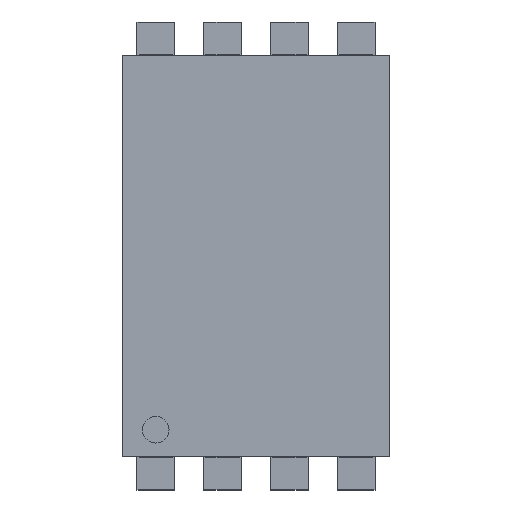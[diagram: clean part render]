
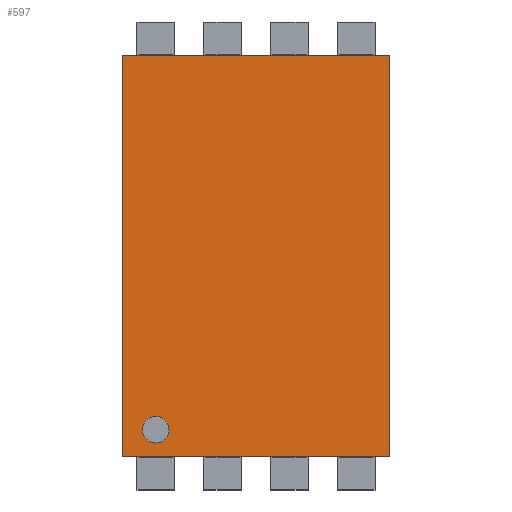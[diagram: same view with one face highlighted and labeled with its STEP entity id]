
A CAD part, top view. The second image highlights one B-rep face of the part: STEP entity #597.
In plain terms, the highlighted planar face has unit normal (0, 0, 1).
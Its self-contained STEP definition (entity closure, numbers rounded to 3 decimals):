
#493=CIRCLE('',#2614,0.1);
#494=CIRCLE('',#2615,0.1);
#517=FACE_BOUND('',#915,.T.);
#518=FACE_BOUND('',#916,.T.);
#597=ADVANCED_FACE('',(#517,#518),#704,.T.);
#704=PLANE('',#2616);
#915=EDGE_LOOP('',(#1357,#1358,#1359,#1360));
#916=EDGE_LOOP('',(#1361,#1362));
#1357=ORIENTED_EDGE('',*,*,#1704,.T.);
#1358=ORIENTED_EDGE('',*,*,#1939,.F.);
#1359=ORIENTED_EDGE('',*,*,#1940,.F.);
#1360=ORIENTED_EDGE('',*,*,#1697,.T.);
#1361=ORIENTED_EDGE('',*,*,#1941,.F.);
#1362=ORIENTED_EDGE('',*,*,#1942,.F.);
#1509=VERTEX_POINT('',#3151);
#1510=VERTEX_POINT('',#3152);
#1516=VERTEX_POINT('',#3165);
#1692=VERTEX_POINT('',#3652);
#1693=VERTEX_POINT('',#3657);
#1694=VERTEX_POINT('',#3658);
#1697=EDGE_CURVE('',#1509,#1510,#1979,.T.);
#1704=EDGE_CURVE('',#1510,#1516,#1986,.T.);
#1939=EDGE_CURVE('',#1692,#1516,#2221,.T.);
#1940=EDGE_CURVE('',#1509,#1692,#2222,.T.);
#1941=EDGE_CURVE('',#1693,#1694,#493,.T.);
#1942=EDGE_CURVE('',#1694,#1693,#494,.T.);
#1979=LINE('',#3150,#2257);
#1986=LINE('',#3166,#2264);
#2221=LINE('',#3653,#2499);
#2222=LINE('',#3655,#2500);
#2257=VECTOR('',#2649,1.);
#2264=VECTOR('',#2658,1.);
#2499=VECTOR('',#3045,1.);
#2500=VECTOR('',#3048,1.);
#2614=AXIS2_PLACEMENT_3D('',#3656,#3049,#3050);
#2615=AXIS2_PLACEMENT_3D('',#3659,#3051,#3052);
#2616=AXIS2_PLACEMENT_3D('',#3660,#3053,#3054);
#2649=DIRECTION('',(0.,-1.,0.));
#2658=DIRECTION('',(1.,0.,0.));
#3045=DIRECTION('',(0.,-1.,0.));
#3048=DIRECTION('',(1.,0.,0.));
#3049=DIRECTION('',(0.,0.,1.));
#3050=DIRECTION('',(0.,-1.,0.));
#3051=DIRECTION('',(0.,0.,1.));
#3052=DIRECTION('',(0.,1.,0.));
#3053=DIRECTION('',(0.,0.,1.));
#3054=DIRECTION('',(0.,1.,0.));
#3150=CARTESIAN_POINT('',(-1.,1.5,0.676));
#3151=CARTESIAN_POINT('',(-1.,1.5,0.676));
#3152=CARTESIAN_POINT('',(-1.,-1.5,0.676));
#3165=CARTESIAN_POINT('',(1.,-1.5,0.676));
#3166=CARTESIAN_POINT('',(-1.,-1.5,0.676));
#3652=CARTESIAN_POINT('',(1.,1.5,0.676));
#3653=CARTESIAN_POINT('',(1.,1.5,0.676));
#3655=CARTESIAN_POINT('',(-1.,1.5,0.676));
#3656=CARTESIAN_POINT('',(-0.75,-1.3,0.676));
#3657=CARTESIAN_POINT('',(-0.75,-1.4,0.676));
#3658=CARTESIAN_POINT('',(-0.75,-1.2,0.676));
#3659=CARTESIAN_POINT('',(-0.75,-1.3,0.676));
#3660=CARTESIAN_POINT('',(-1.,1.5,0.676));
